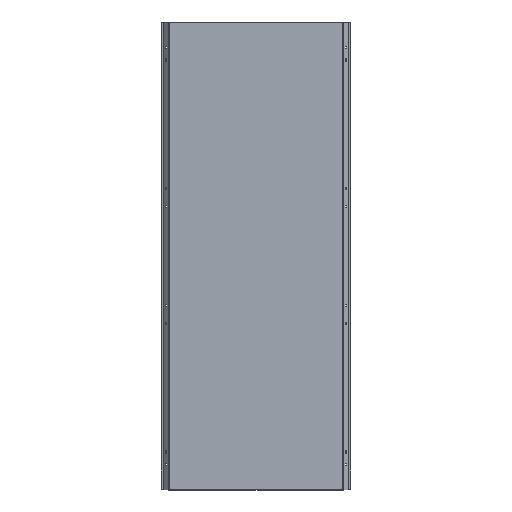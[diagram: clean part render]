
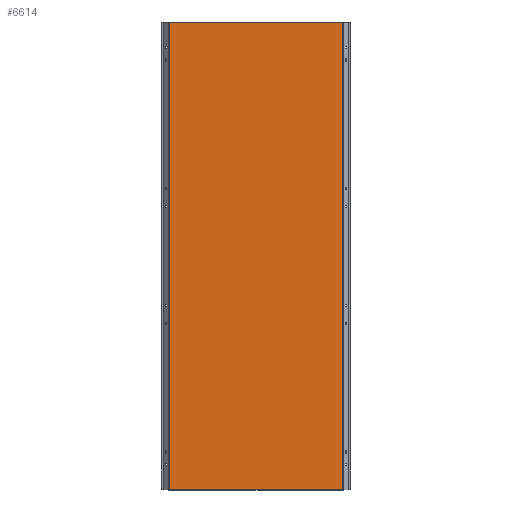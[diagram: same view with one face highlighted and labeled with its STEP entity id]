
A CAD part, top view. The second image highlights one B-rep face of the part: STEP entity #6614.
In plain terms, the highlighted planar face has unit normal (0, 0, 1).
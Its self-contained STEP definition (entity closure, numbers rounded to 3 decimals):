
#361 = CARTESIAN_POINT ( 'NONE',  ( -361.5, -970.5, 0. ) ) ;
#495 = DIRECTION ( 'NONE',  ( -1., 0., 0. ) ) ;
#520 = VECTOR ( 'NONE', #7119, 1000. ) ;
#610 = PLANE ( 'NONE',  #4215 ) ;
#646 = DIRECTION ( 'NONE',  ( -1., 0., 0. ) ) ;
#832 = VERTEX_POINT ( 'NONE', #2714 ) ;
#1158 = VECTOR ( 'NONE', #3101, 1000. ) ;
#1413 = LINE ( 'NONE', #4338, #2483 ) ;
#1803 = EDGE_CURVE ( 'NONE', #6804, #6208, #4872, .T. ) ;
#1998 = ORIENTED_EDGE ( 'NONE', *, *, #3414, .T. ) ;
#2176 = ORIENTED_EDGE ( 'NONE', *, *, #1803, .T. ) ;
#2483 = VECTOR ( 'NONE', #5440, 1000. ) ;
#2617 = LINE ( 'NONE', #4830, #1158 ) ;
#2714 = CARTESIAN_POINT ( 'NONE',  ( 361.5, -970.5, 0. ) ) ;
#3101 = DIRECTION ( 'NONE',  ( 0., 1., 0. ) ) ;
#3414 = EDGE_CURVE ( 'NONE', #4291, #6804, #3513, .T. ) ;
#3507 = EDGE_LOOP ( 'NONE', ( #3894, #1998, #2176, #4120 ) ) ;
#3513 = LINE ( 'NONE', #5261, #5457 ) ;
#3536 = EDGE_CURVE ( 'NONE', #6208, #832, #1413, .T. ) ;
#3573 = EDGE_CURVE ( 'NONE', #832, #4291, #2617, .T. ) ;
#3758 = CARTESIAN_POINT ( 'NONE',  ( -361.5, -970.5, 0. ) ) ;
#3894 = ORIENTED_EDGE ( 'NONE', *, *, #3573, .T. ) ;
#4120 = ORIENTED_EDGE ( 'NONE', *, *, #3536, .T. ) ;
#4215 = AXIS2_PLACEMENT_3D ( 'NONE', #5183, #6299, #495 ) ;
#4291 = VERTEX_POINT ( 'NONE', #6838 ) ;
#4338 = CARTESIAN_POINT ( 'NONE',  ( -361.5, -970.5, 0. ) ) ;
#4830 = CARTESIAN_POINT ( 'NONE',  ( 361.5, -970.5, 0. ) ) ;
#4872 = LINE ( 'NONE', #361, #520 ) ;
#5183 = CARTESIAN_POINT ( 'NONE',  ( 0., 0., 0. ) ) ;
#5261 = CARTESIAN_POINT ( 'NONE',  ( -361.5, 970.5, 0. ) ) ;
#5325 = CARTESIAN_POINT ( 'NONE',  ( -361.5, 970.5, 0. ) ) ;
#5440 = DIRECTION ( 'NONE',  ( 1., 0., 0. ) ) ;
#5457 = VECTOR ( 'NONE', #646, 1000. ) ;
#6208 = VERTEX_POINT ( 'NONE', #3758 ) ;
#6299 = DIRECTION ( 'NONE',  ( 0., 0., -1. ) ) ;
#6614 = ADVANCED_FACE ( 'NONE', ( #6852 ), #610, .F. ) ;
#6804 = VERTEX_POINT ( 'NONE', #5325 ) ;
#6838 = CARTESIAN_POINT ( 'NONE',  ( 361.5, 970.5, 0. ) ) ;
#6852 = FACE_OUTER_BOUND ( 'NONE', #3507, .T. ) ;
#7119 = DIRECTION ( 'NONE',  ( 0., -1., 0. ) ) ;
